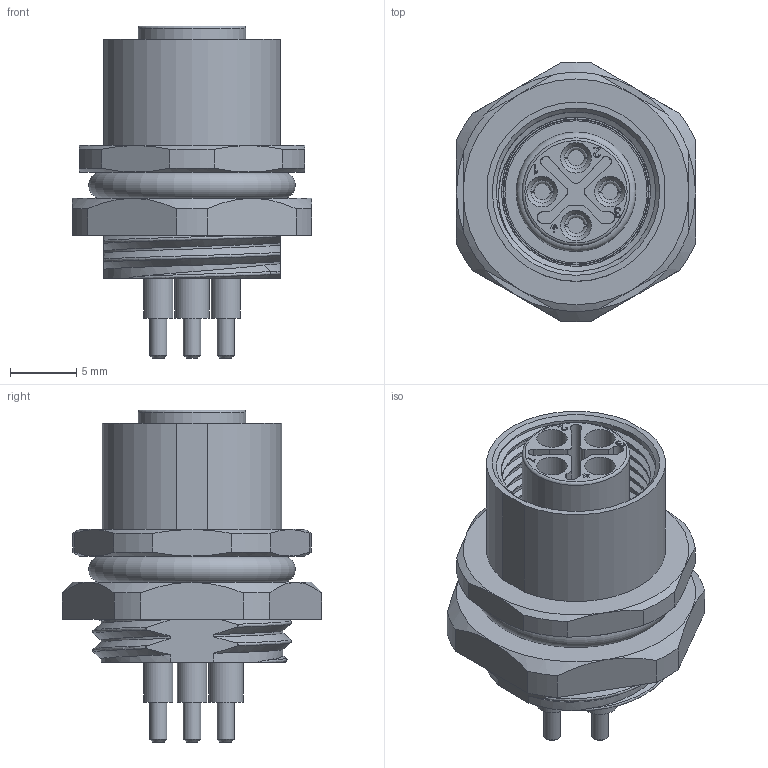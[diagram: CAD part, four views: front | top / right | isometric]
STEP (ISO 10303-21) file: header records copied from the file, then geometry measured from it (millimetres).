
FILE_DESCRIPTION(/* description */ (''),/* implementation_level */ '2;1');
FILE_NAME(/* name */ '111111111.stp',/* time_stamp */ '2024-03-20T17:41:19+08:00',/* author */ (''),/* organization */ (''),/* preprocessor_version */ 'ST-DEVELOPER v18.1',/* originating_system */ 'SIEMENS PLM Software NX 1980',/* authorisation */ '');
FILE_SCHEMA (('AUTOMOTIVE_DESIGN { 1 0 10303 214 3 1 1 1 }'));
Length unit declared in the file: millimetre
Products named in the file (1): 111111111
Bounding box: 18 x 19.57 x 25 mm (x, y, z)
Volume: 2711 mm3; surface area: 3330.9 mm2
Topology: 1 solids, 3 shells, 333 faces, 848 edges, 543 vertices
Faces by surface type: plane 125, cylinder 97, cone 58, torus 28, bspline 22, extrusion 3
Full cylindrical faces by diameter (mm): 1.3 x4, 1.6 x4, 1.7 x4, 2.2 x8, 2.3 x9, 2.6 x1, 8.1 x2, 10.7 x1, 10.9 x1, 12 x8, 13 x1, 13.8 x1
Entity records: 13551 total; most frequent: CARTESIAN_POINT 6646, ORIENTED_EDGE 1452, DIRECTION 1237, EDGE_CURVE 726, AXIS2_PLACEMENT_3D 506, VERTEX_POINT 492, EDGE_LOOP 428, ADVANCED_FACE 325
